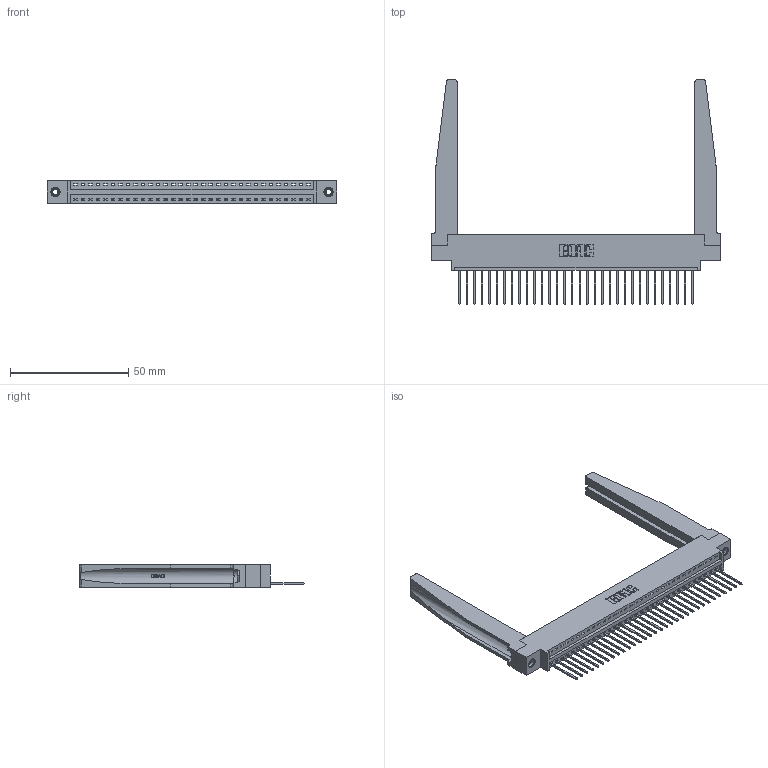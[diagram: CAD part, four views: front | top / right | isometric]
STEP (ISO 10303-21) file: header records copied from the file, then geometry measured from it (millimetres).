
FILE_DESCRIPTION (( 'STEP AP203' ), '1' );
FILE_NAME ('346-032-540-678.STEP', '2022-05-06T18:34:55', ( '' ), ( '' ), 'SwSTEP 2.0', 'SolidWorks 2020', '' );
FILE_SCHEMA (( 'CONFIG_CONTROL_DESIGN' ));
Length unit declared in the file: inch
Products named in the file (5): 346-032-540-678; 345-250-001_345-250-001-102; 346-220-078_345-220-078; 345-292-001_345-293-140; 346 Part_0.170 Offset - 0.156 Dia-TH
Assembly tree (37 placements, depth 2):
  346-032-540-678
    346 Part_0.170 Offset - 0.156 Dia-TH
    345-292-001_345-293-140  x32
    346-220-078_345-220-078  x2
    345-250-001_345-250-001-102  x2
Bounding box: 122.17 x 94.74 x 9.4 mm (x, y, z)
Volume: 18405.3 mm3; surface area: 21310.3 mm2
Topology: 37 solids, 37 shells, 2230 faces, 6617 edges, 4358 vertices
Faces by surface type: plane 1516, cylinder 662, bspline 36, cone 12, torus 4
Entity records: 26520 total; most frequent: CARTESIAN_POINT 5465, ORIENTED_EDGE 4318, DIRECTION 3817, EDGE_CURVE 2159, LINE 1805, VECTOR 1805, VERTEX_POINT 1432, AXIS2_PLACEMENT_3D 1006
